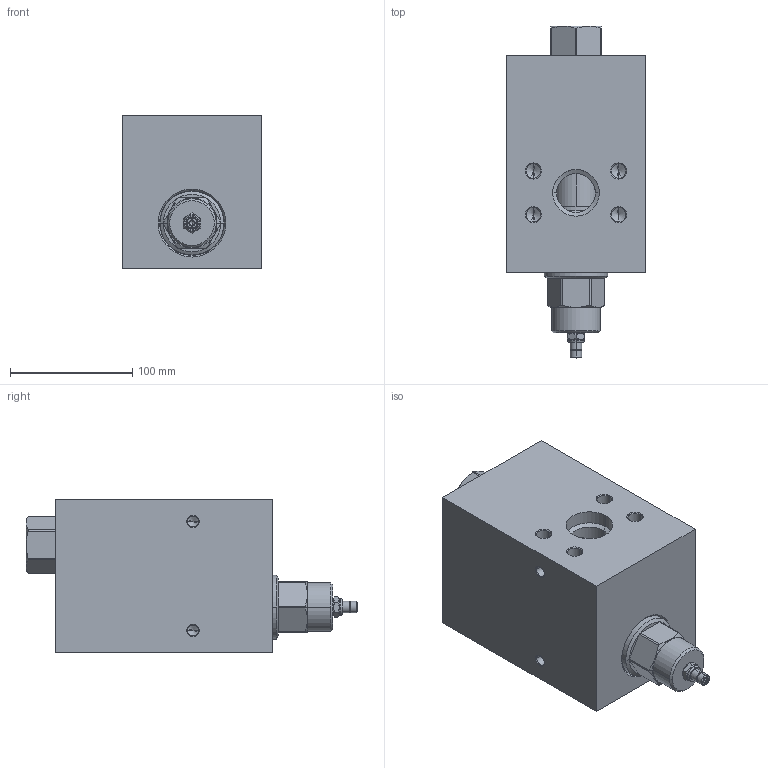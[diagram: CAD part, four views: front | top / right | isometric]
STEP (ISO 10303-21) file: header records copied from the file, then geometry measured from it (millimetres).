
FILE_DESCRIPTION((''),'2;1');
FILE_NAME('YPJALANCR_ASM','2024-11-04T',('ProEService'),(''),'PRO/ENGINEER BY PARAMETRIC TECHNOLOGY CORPORATION, 2014200','PRO/ENGINEER BY PARAMETRIC TECHNOLOGY CORPORATION, 2014200','');
FILE_SCHEMA(('CONFIG_CONTROL_DESIGN'));
Length unit declared in the file: inch
Products named in the file (4): 151-078-001; PBJBLAN; CXIDXCN; YPJALANCR_ASM
Assembly tree (3 placements, depth 2):
  YPJALANCR_ASM
    151-078-001
    PBJBLAN
    CXIDXCN
Bounding box: 114.3 x 271.42 x 125.43 mm (x, y, z)
Volume: 2385229.2 mm3; surface area: 226710.8 mm2
Topology: 9 solids, 10 shells, 522 faces, 1497 edges, 1123 vertices
Faces by surface type: cylinder 201, cone 133, plane 119, torus 47, revolution 20, sphere 2
Entity records: 19983 total; most frequent: CARTESIAN_POINT 6397, DIRECTION 2969, ORIENTED_EDGE 2398, EDGE_CURVE 1199, AXIS2_PLACEMENT_3D 1113, VERTEX_POINT 731, VECTOR 723, LINE 723
